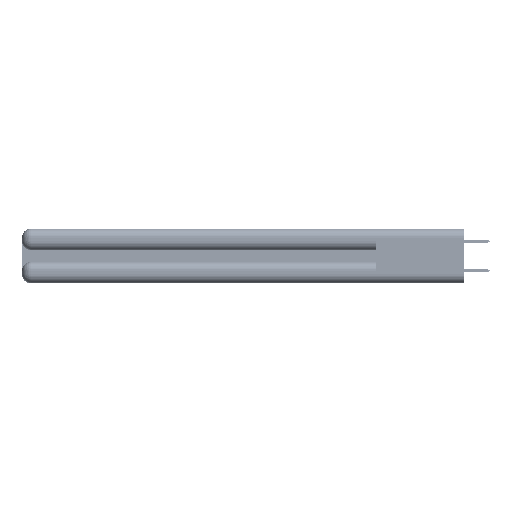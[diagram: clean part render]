
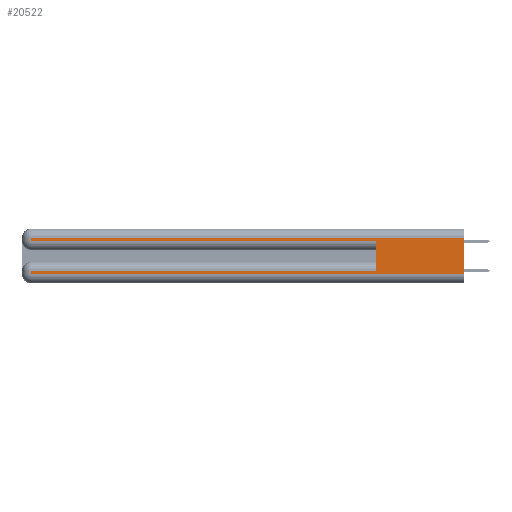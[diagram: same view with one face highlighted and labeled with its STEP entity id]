
A CAD part, left-side view. The second image highlights one B-rep face of the part: STEP entity #20522.
In plain terms, the highlighted planar face has unit normal (-1, 0, 0).
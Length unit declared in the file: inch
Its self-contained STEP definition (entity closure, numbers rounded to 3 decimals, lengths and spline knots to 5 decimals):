
#884 = CARTESIAN_POINT ( 'NONE',  ( 0., 0., 0.31 ) ) ;
#2158 = DIRECTION ( 'NONE',  ( 0., 0., -1. ) ) ;
#2751 = ORIENTED_EDGE ( 'NONE', *, *, #49396, .T. ) ;
#3696 = EDGE_CURVE ( 'NONE', #48700, #33186, #36834, .T. ) ;
#5341 = CARTESIAN_POINT ( 'NONE',  ( 0., 2.94, 0.285 ) ) ;
#5928 = VERTEX_POINT ( 'NONE', #27350 ) ;
#6116 = ORIENTED_EDGE ( 'NONE', *, *, #6659, .T. ) ;
#6659 = EDGE_CURVE ( 'NONE', #5928, #49966, #40421, .T. ) ;
#9840 = EDGE_CURVE ( 'NONE', #48700, #22112, #14589, .T. ) ;
#10170 = VECTOR ( 'NONE', #44539, 39.37008 ) ;
#11465 = LINE ( 'NONE', #48328, #10170 ) ;
#14589 = LINE ( 'NONE', #14601, #47966 ) ;
#14601 = CARTESIAN_POINT ( 'NONE',  ( 0., 0., 0.37 ) ) ;
#14653 = CARTESIAN_POINT ( 'NONE',  ( 0., 0., 0.37 ) ) ;
#14956 = LINE ( 'NONE', #15130, #23318 ) ;
#15044 = CARTESIAN_POINT ( 'NONE',  ( 0., 0., 0.085 ) ) ;
#15130 = CARTESIAN_POINT ( 'NONE',  ( 0., 0., 0.285 ) ) ;
#15287 = ORIENTED_EDGE ( 'NONE', *, *, #51329, .T. ) ;
#15401 = VECTOR ( 'NONE', #40012, 39.37008 ) ;
#15832 = LINE ( 'NONE', #24104, #21007 ) ;
#15946 = EDGE_CURVE ( 'NONE', #33186, #16172, #15832, .T. ) ;
#16172 = VERTEX_POINT ( 'NONE', #5341 ) ;
#16686 = LINE ( 'NONE', #15044, #38488 ) ;
#19805 = DIRECTION ( 'NONE',  ( 0., -1., 0. ) ) ;
#19927 = CARTESIAN_POINT ( 'NONE',  ( 0., 0., 0.06 ) ) ;
#20194 = LINE ( 'NONE', #34114, #25335 ) ;
#20522 = ADVANCED_FACE ( 'NONE', ( #26960 ), #22592, .F. ) ;
#21007 = VECTOR ( 'NONE', #28193, 39.37008 ) ;
#22112 = VERTEX_POINT ( 'NONE', #19927 ) ;
#22592 = PLANE ( 'NONE',  #22855 ) ;
#22855 = AXIS2_PLACEMENT_3D ( 'NONE', #14653, #42638, #42992 ) ;
#23063 = EDGE_LOOP ( 'NONE', ( #48499, #50451, #41482, #2751, #39081, #15287, #6116, #49714 ) ) ;
#23318 = VECTOR ( 'NONE', #19805, 39.37008 ) ;
#24104 = CARTESIAN_POINT ( 'NONE',  ( 0., 2.94, 0.37 ) ) ;
#25335 = VECTOR ( 'NONE', #46698, 39.37008 ) ;
#26960 = FACE_OUTER_BOUND ( 'NONE', #23063, .T. ) ;
#27350 = CARTESIAN_POINT ( 'NONE',  ( 0., 2.94, 0.085 ) ) ;
#28193 = DIRECTION ( 'NONE',  ( 0., 0., -1. ) ) ;
#28543 = EDGE_CURVE ( 'NONE', #39713, #28835, #11465, .T. ) ;
#28835 = VERTEX_POINT ( 'NONE', #50595 ) ;
#29662 = DIRECTION ( 'NONE',  ( 0., 1., 0. ) ) ;
#31175 = DIRECTION ( 'NONE',  ( 0., 1., 0. ) ) ;
#31685 = VECTOR ( 'NONE', #29662, 39.37008 ) ;
#33186 = VERTEX_POINT ( 'NONE', #36901 ) ;
#34114 = CARTESIAN_POINT ( 'NONE',  ( 0., 0., 0.06 ) ) ;
#36395 = CARTESIAN_POINT ( 'NONE',  ( 0., 2.94, 0.06 ) ) ;
#36834 = LINE ( 'NONE', #884, #31685 ) ;
#36901 = CARTESIAN_POINT ( 'NONE',  ( 0., 2.94, 0.31 ) ) ;
#38488 = VECTOR ( 'NONE', #31175, 39.37008 ) ;
#39081 = ORIENTED_EDGE ( 'NONE', *, *, #28543, .F. ) ;
#39713 = VERTEX_POINT ( 'NONE', #43642 ) ;
#40012 = DIRECTION ( 'NONE',  ( 0., 0., -1. ) ) ;
#40421 = LINE ( 'NONE', #51527, #15401 ) ;
#41482 = ORIENTED_EDGE ( 'NONE', *, *, #15946, .T. ) ;
#42638 = DIRECTION ( 'NONE',  ( 1., 0., 0. ) ) ;
#42992 = DIRECTION ( 'NONE',  ( 0., 0., -1. ) ) ;
#43642 = CARTESIAN_POINT ( 'NONE',  ( 0., 0.6, 0.085 ) ) ;
#43776 = EDGE_CURVE ( 'NONE', #49966, #22112, #20194, .T. ) ;
#44056 = CARTESIAN_POINT ( 'NONE',  ( 0., 0., 0.31 ) ) ;
#44539 = DIRECTION ( 'NONE',  ( 0., 0., 1. ) ) ;
#46698 = DIRECTION ( 'NONE',  ( 0., -1., 0. ) ) ;
#47966 = VECTOR ( 'NONE', #2158, 39.37008 ) ;
#48328 = CARTESIAN_POINT ( 'NONE',  ( 0., 0.6, 0.145 ) ) ;
#48499 = ORIENTED_EDGE ( 'NONE', *, *, #9840, .F. ) ;
#48700 = VERTEX_POINT ( 'NONE', #44056 ) ;
#49396 = EDGE_CURVE ( 'NONE', #16172, #28835, #14956, .T. ) ;
#49714 = ORIENTED_EDGE ( 'NONE', *, *, #43776, .T. ) ;
#49966 = VERTEX_POINT ( 'NONE', #36395 ) ;
#50451 = ORIENTED_EDGE ( 'NONE', *, *, #3696, .T. ) ;
#50595 = CARTESIAN_POINT ( 'NONE',  ( 0., 0.6, 0.285 ) ) ;
#51329 = EDGE_CURVE ( 'NONE', #39713, #5928, #16686, .T. ) ;
#51527 = CARTESIAN_POINT ( 'NONE',  ( 0., 2.94, 0.37 ) ) ;
